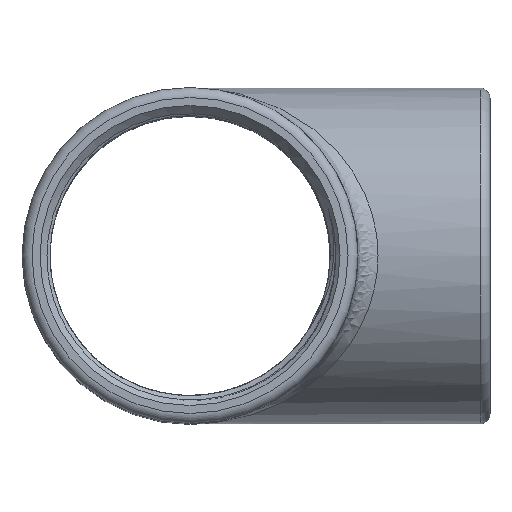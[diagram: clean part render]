
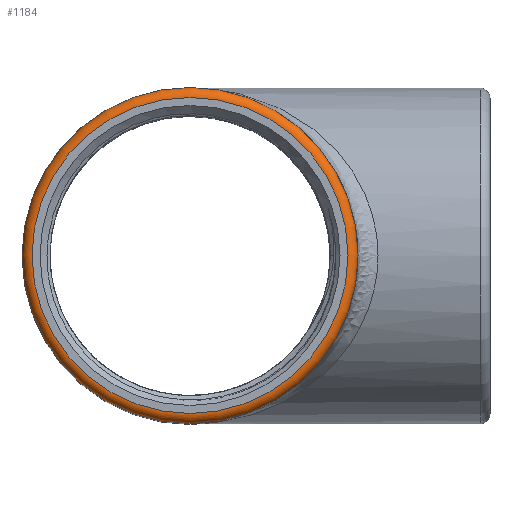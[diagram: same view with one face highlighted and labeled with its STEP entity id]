
A CAD part, top view. The second image highlights one B-rep face of the part: STEP entity #1184.
In plain terms, the highlighted toroidal (fillet/blend) face has major radius 39.5 mm and minor radius 2.5 mm.
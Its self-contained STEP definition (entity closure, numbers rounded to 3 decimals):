
#25=TOROIDAL_SURFACE('',#1236,39.5,2.5);
#67=CIRCLE('',#1216,39.5);
#74=CIRCLE('',#1229,42.);
#612=ORIENTED_EDGE('',*,*,#831,.F.);
#613=ORIENTED_EDGE('',*,*,#840,.F.);
#831=EDGE_CURVE('',#1031,#1031,#67,.T.);
#840=EDGE_CURVE('',#1037,#1037,#74,.T.);
#1031=VERTEX_POINT('',#11161);
#1037=VERTEX_POINT('',#11180);
#1104=EDGE_LOOP('',(#612));
#1105=EDGE_LOOP('',(#613));
#1146=FACE_BOUND('',#1104,.T.);
#1147=FACE_BOUND('',#1105,.T.);
#1184=ADVANCED_FACE('',(#1146,#1147),#25,.T.);
#1216=AXIS2_PLACEMENT_3D('',#11160,#1281,#1282);
#1229=AXIS2_PLACEMENT_3D('',#11179,#1307,#1308);
#1236=AXIS2_PLACEMENT_3D('',#11203,#1321,#1322);
#1281=DIRECTION('',(0.,0.,1.));
#1282=DIRECTION('',(1.,0.,0.));
#1307=DIRECTION('',(0.,0.,-1.));
#1308=DIRECTION('',(1.,0.,0.));
#1321=DIRECTION('',(0.,0.,1.));
#1322=DIRECTION('',(1.,0.,0.));
#11160=CARTESIAN_POINT('',(0.,0.,75.));
#11161=CARTESIAN_POINT('',(39.5,0.,75.));
#11179=CARTESIAN_POINT('',(0.,0.,72.5));
#11180=CARTESIAN_POINT('',(42.,0.,72.5));
#11203=CARTESIAN_POINT('',(0.,0.,72.5));
